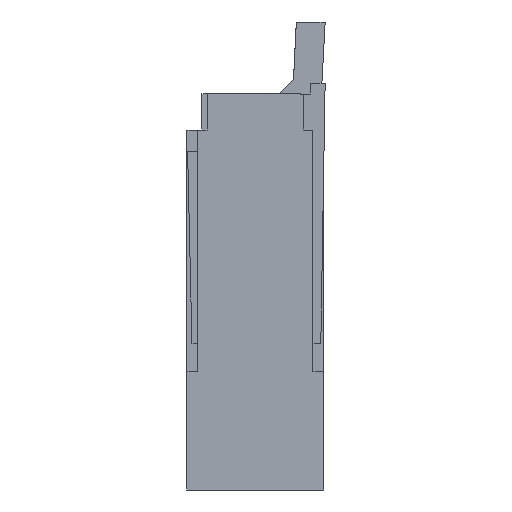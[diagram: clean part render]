
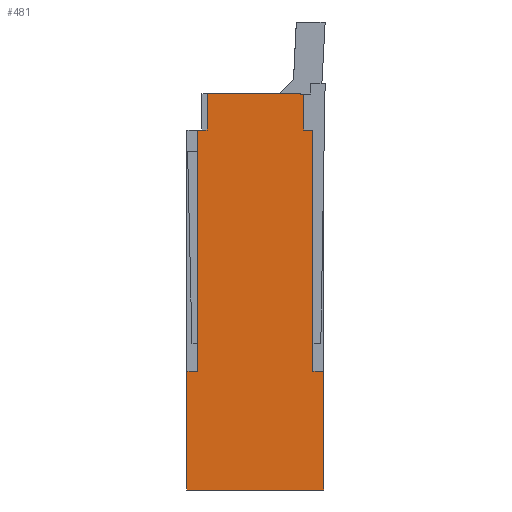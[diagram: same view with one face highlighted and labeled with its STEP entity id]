
A CAD part, left-side view. The second image highlights one B-rep face of the part: STEP entity #481.
In plain terms, the highlighted planar face has unit normal (-1, 0, 0).
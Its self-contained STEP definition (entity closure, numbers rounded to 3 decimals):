
#481=ADVANCED_FACE('228798',(#1446),#1447,.F.);
#1446=FACE_OUTER_BOUND('',#2442,.T.);
#1447=PLANE('',#2443);
#2442=EDGE_LOOP('',(#6056,#6057,#6058,#6059,#6060,#6061,#6062,#6063,#6064,#6065,#6066,#6067));
#2443=AXIS2_PLACEMENT_3D('',#6068,#6069,#6070);
#6056=ORIENTED_EDGE('',*,*,#7441,.T.);
#6057=ORIENTED_EDGE('',*,*,#7442,.T.);
#6058=ORIENTED_EDGE('',*,*,#6303,.T.);
#6059=ORIENTED_EDGE('',*,*,#6311,.T.);
#6060=ORIENTED_EDGE('',*,*,#7407,.T.);
#6061=ORIENTED_EDGE('',*,*,#7443,.T.);
#6062=ORIENTED_EDGE('',*,*,#7444,.T.);
#6063=ORIENTED_EDGE('',*,*,#6441,.T.);
#6064=ORIENTED_EDGE('',*,*,#7445,.F.);
#6065=ORIENTED_EDGE('',*,*,#7446,.T.);
#6066=ORIENTED_EDGE('',*,*,#7447,.T.);
#6067=ORIENTED_EDGE('',*,*,#6437,.T.);
#6068=CARTESIAN_POINT('',(-16.3,0.95,-2.75));
#6069=DIRECTION('',(1.0,0.0,0.0));
#6070=DIRECTION('',(0.0,1.0,0.0));
#6303=EDGE_CURVE('229387',#7503,#7504,#7505,.T.);
#6311=EDGE_CURVE('229563',#7504,#7519,#7520,.T.);
#6437=EDGE_CURVE('229396',#7759,#7757,#7760,.T.);
#6441=EDGE_CURVE('229392',#7767,#7765,#7768,.T.);
#7407=EDGE_CURVE('229540',#7519,#9353,#9355,.T.);
#7441=EDGE_CURVE('229568',#7757,#9407,#9408,.T.);
#7442=EDGE_CURVE('229569',#9407,#7503,#9409,.T.);
#7443=EDGE_CURVE('229570',#9353,#9410,#9411,.T.);
#7444=EDGE_CURVE('229533',#9410,#7767,#9412,.T.);
#7445=EDGE_CURVE('229571',#9413,#7765,#9414,.T.);
#7446=EDGE_CURVE('229572',#9413,#9415,#9416,.T.);
#7447=EDGE_CURVE('229573',#9415,#7759,#9417,.T.);
#7503=VERTEX_POINT('',#9503);
#7504=VERTEX_POINT('',#9504);
#7505=LINE('',#9505,#9506);
#7519=VERTEX_POINT('',#9527);
#7520=LINE('',#9528,#9529);
#7757=VERTEX_POINT('',#9890);
#7759=VERTEX_POINT('',#9893);
#7760=LINE('',#9894,#9895);
#7765=VERTEX_POINT('',#9902);
#7767=VERTEX_POINT('',#9905);
#7768=LINE('',#9906,#9907);
#9353=VERTEX_POINT('',#12456);
#9355=LINE('',#12459,#12460);
#9407=VERTEX_POINT('',#12545);
#9408=LINE('',#12546,#12547);
#9409=LINE('',#12548,#12549);
#9410=VERTEX_POINT('',#12550);
#9411=LINE('',#12551,#12552);
#9412=LINE('',#12553,#12554);
#9413=VERTEX_POINT('',#12555);
#9414=LINE('',#12556,#12557);
#9415=VERTEX_POINT('',#12558);
#9416=LINE('',#12559,#12560);
#9417=LINE('',#12561,#12562);
#9503=CARTESIAN_POINT('',(-16.3,1.9,-3.85));
#9504=CARTESIAN_POINT('',(-16.3,1.9,-5.5));
#9505=CARTESIAN_POINT('',(-16.3,1.9,-3.85));
#9506=VECTOR('',#12703,1.65);
#9527=CARTESIAN_POINT('',(-16.3,0.,-5.5));
#9528=CARTESIAN_POINT('',(-16.3,1.9,-5.5));
#9529=VECTOR('',#12711,1.9);
#9890=CARTESIAN_POINT('',(-16.3,1.75,-0.5));
#9893=CARTESIAN_POINT('',(-16.3,1.62,-0.5));
#9894=CARTESIAN_POINT('',(-16.3,1.62,-0.5));
#9895=VECTOR('',#12837,0.13);
#9902=CARTESIAN_POINT('',(-16.3,0.28,-0.5));
#9905=CARTESIAN_POINT('',(-16.3,0.15,-0.5));
#9906=CARTESIAN_POINT('',(-16.3,0.15,-0.5));
#9907=VECTOR('',#12841,0.13);
#12456=CARTESIAN_POINT('',(-16.3,0.,-3.85));
#12459=CARTESIAN_POINT('',(-16.3,0.,-5.5));
#12460=VECTOR('',#13807,1.65);
#12545=CARTESIAN_POINT('',(-16.3,1.75,-3.85));
#12546=CARTESIAN_POINT('',(-16.3,1.75,-0.5));
#12547=VECTOR('',#13841,3.35);
#12548=CARTESIAN_POINT('',(-16.3,1.75,-3.85));
#12549=VECTOR('',#13842,0.15);
#12550=CARTESIAN_POINT('',(-16.3,0.15,-3.85));
#12551=CARTESIAN_POINT('',(-16.3,0.,-3.85));
#12552=VECTOR('',#13843,0.15);
#12553=CARTESIAN_POINT('',(-16.3,0.15,-3.85));
#12554=VECTOR('',#13844,3.35);
#12555=CARTESIAN_POINT('',(-16.3,0.28,0.0));
#12556=CARTESIAN_POINT('',(-16.3,0.28,0.0));
#12557=VECTOR('',#13845,0.5);
#12558=CARTESIAN_POINT('',(-16.3,1.62,0.));
#12559=CARTESIAN_POINT('',(-16.3,0.28,0.0));
#12560=VECTOR('',#13846,1.34);
#12561=CARTESIAN_POINT('',(-16.3,1.62,0.));
#12562=VECTOR('',#13847,0.5);
#12703=DIRECTION('',(0.,0.,-1.0));
#12711=DIRECTION('',(0.0,-1.0,0.0));
#12837=DIRECTION('',(0.,1.0,0.0));
#12841=DIRECTION('',(0.,1.0,0.));
#13807=DIRECTION('',(0.,0.0,1.0));
#13841=DIRECTION('',(0.,0.,-1.0));
#13842=DIRECTION('',(0.,1.0,0.0));
#13843=DIRECTION('',(0.,1.0,0.0));
#13844=DIRECTION('',(0.,0.0,1.0));
#13845=DIRECTION('',(0.,0.,-1.0));
#13846=DIRECTION('',(0.0,1.0,0.));
#13847=DIRECTION('',(0.,0.,-1.0));
